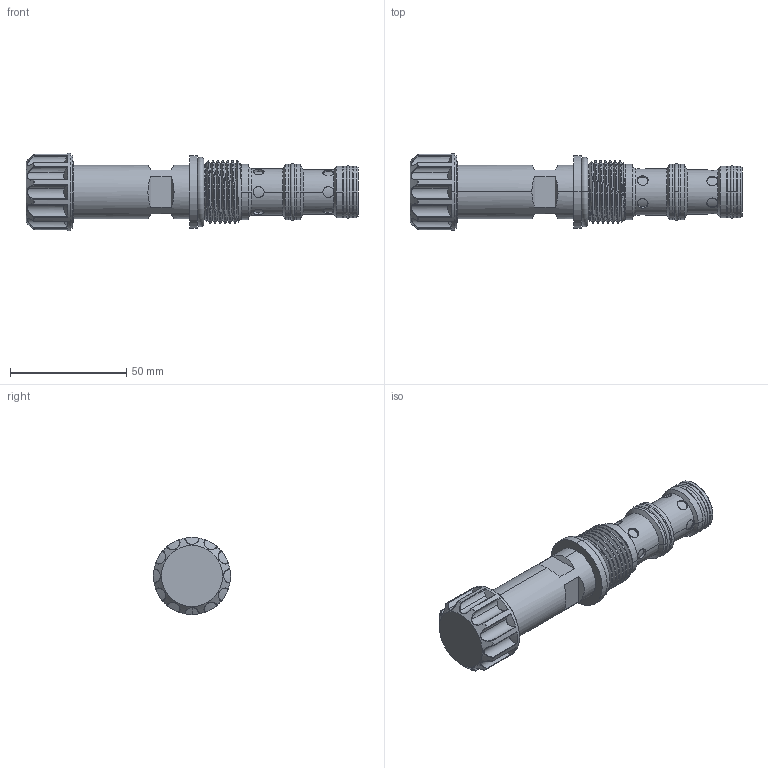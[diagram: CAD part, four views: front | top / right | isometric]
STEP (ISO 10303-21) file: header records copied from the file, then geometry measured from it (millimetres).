
FILE_DESCRIPTION (( 'STEP AP203' ), '1' );
FILE_NAME ('PFT12W3G-N.STEP', '2024-06-26T07:52:37', ( '' ), ( '' ), 'SwSTEP 2.0', 'SolidWorks 2018', '' );
FILE_SCHEMA (( 'CONFIG_CONTROL_DESIGN' ));
Length unit declared in the file: millimetre
Products named in the file (1): PFT12W3G-N
Bounding box: 142.65 x 33.1 x 33.1 mm (x, y, z)
Volume: 64169 mm3; surface area: 15844.9 mm2
Topology: 1 solids, 1 shells, 291 faces, 662 edges, 403 vertices
Faces by surface type: cylinder 160, cone 34, plane 34, torus 24, sphere 24, bspline 15
Entity records: 13583 total; most frequent: CARTESIAN_POINT 7270, ORIENTED_EDGE 1324, DIRECTION 1274, EDGE_CURVE 662, AXIS2_PLACEMENT_3D 536, VERTEX_POINT 403, EDGE_LOOP 321, ADVANCED_FACE 291
